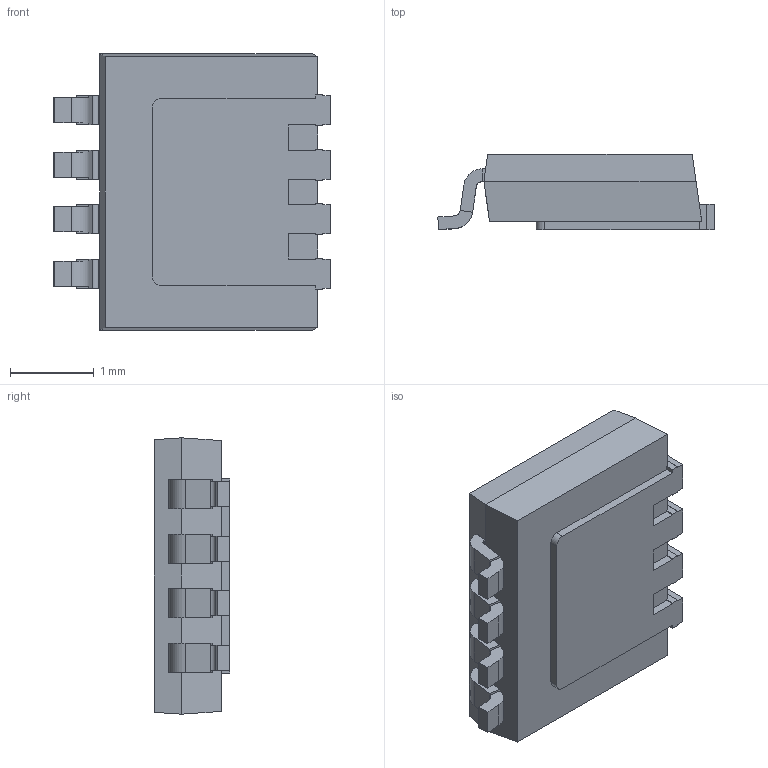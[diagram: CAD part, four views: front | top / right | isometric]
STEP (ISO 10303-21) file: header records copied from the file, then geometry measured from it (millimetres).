
FILE_DESCRIPTION(('FreeCAD Model'),'2;1');
FILE_NAME('Open CASCADE Shape Model','2024-09-23T22:29:15',('Author'),( ''),'Open CASCADE STEP processor 7.6','FreeCAD','Unknown');
FILE_SCHEMA(('AUTOMOTIVE_DESIGN { 1 0 10303 214 1 1 1 1 }'));
Length unit declared in the file: millimetre
Products named in the file (8): PSMN011-60MSX007; PSMN011-60MSX; PSMN011-60MSX001; PSMN011-60MSX002; PSMN011-60MSX003; PSMN011-60MSX004; PSMN011-60MSX005; PSMN011-60MSX006
Assembly tree (7 placements, depth 2):
  PSMN011-60MSX007
    PSMN011-60MSX
    PSMN011-60MSX001
    PSMN011-60MSX002
    PSMN011-60MSX003
    PSMN011-60MSX004
    PSMN011-60MSX005
    PSMN011-60MSX006
Bounding box: 3.3 x 0.9 x 3.3 mm (x, y, z)
Volume: 7.2 mm3; surface area: 43.7 mm2
Topology: 7 solids, 7 shells, 190 faces, 491 edges, 316 vertices
Faces by surface type: plane 166, cylinder 24
Entity records: 5868 total; most frequent: CARTESIAN_POINT 1005, ORIENTED_EDGE 982, DIRECTION 935, EDGE_CURVE 491, LINE 443, VECTOR 443, VERTEX_POINT 316, AXIS2_PLACEMENT_3D 246
